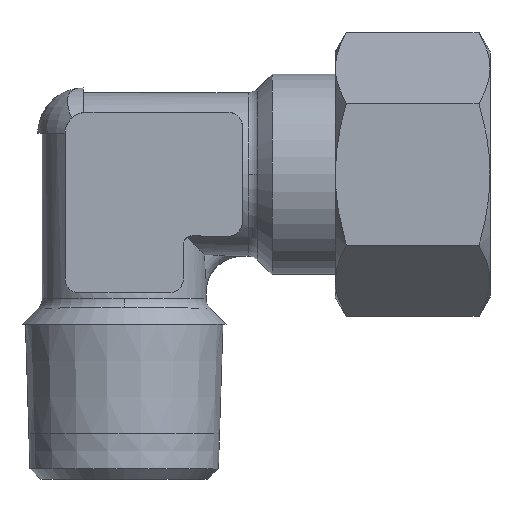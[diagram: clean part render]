
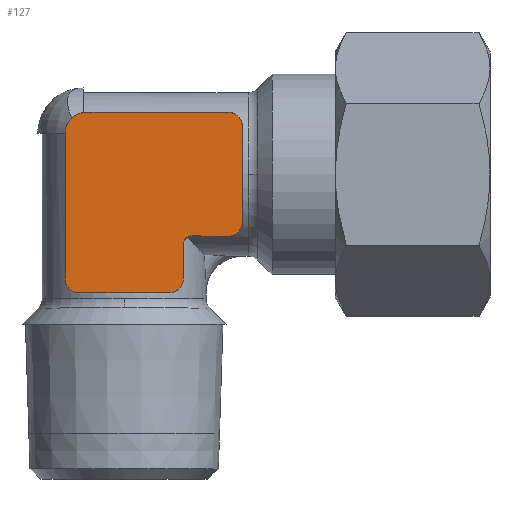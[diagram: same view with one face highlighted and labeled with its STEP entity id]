
A CAD part, top view. The second image highlights one B-rep face of the part: STEP entity #127.
In plain terms, the highlighted planar face has unit normal (0, 0, 1).
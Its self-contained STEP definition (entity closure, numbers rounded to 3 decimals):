
#127=ADVANCED_FACE('',(#314),#315,.T.);
#314=FACE_OUTER_BOUND('',#526,.T.);
#315=PLANE('',#527);
#526=EDGE_LOOP('',(#1213,#1214,#1215,#1216,#1217,#1218,#1219,#1220,#1221,#1222,#1223,#1224,#1225,#1226,#1227));
#527=AXIS2_PLACEMENT_3D('',#1228,#1229,#1230);
#1213=ORIENTED_EDGE('',*,*,#1471,.F.);
#1214=ORIENTED_EDGE('',*,*,#1583,.F.);
#1215=ORIENTED_EDGE('',*,*,#1637,.F.);
#1216=ORIENTED_EDGE('',*,*,#1630,.F.);
#1217=ORIENTED_EDGE('',*,*,#1625,.F.);
#1218=ORIENTED_EDGE('',*,*,#1620,.F.);
#1219=ORIENTED_EDGE('',*,*,#1615,.F.);
#1220=ORIENTED_EDGE('',*,*,#1610,.F.);
#1221=ORIENTED_EDGE('',*,*,#1604,.F.);
#1222=ORIENTED_EDGE('',*,*,#1600,.F.);
#1223=ORIENTED_EDGE('',*,*,#1596,.F.);
#1224=ORIENTED_EDGE('',*,*,#1592,.F.);
#1225=ORIENTED_EDGE('',*,*,#1463,.F.);
#1226=ORIENTED_EDGE('',*,*,#1590,.F.);
#1227=ORIENTED_EDGE('',*,*,#1586,.F.);
#1228=CARTESIAN_POINT('',(2.706,30.942,9.5));
#1229=DIRECTION('',(0.0,0.0,1.0));
#1230=DIRECTION('',(1.0,0.0,0.0));
#1463=EDGE_CURVE('',#1776,#1772,#1778,.T.);
#1471=EDGE_CURVE('',#1792,#1788,#1794,.T.);
#1583=EDGE_CURVE('',#1969,#1792,#1971,.T.);
#1586=EDGE_CURVE('',#1788,#1975,#1976,.T.);
#1590=EDGE_CURVE('',#1975,#1776,#1981,.T.);
#1592=EDGE_CURVE('',#1772,#1983,#1984,.T.);
#1596=EDGE_CURVE('',#1983,#1989,#1990,.T.);
#1600=EDGE_CURVE('',#1989,#1995,#1996,.T.);
#1604=EDGE_CURVE('',#1995,#2001,#2002,.T.);
#1610=EDGE_CURVE('',#2001,#2011,#2012,.T.);
#1615=EDGE_CURVE('',#2011,#2019,#2020,.T.);
#1620=EDGE_CURVE('',#2019,#2027,#2028,.T.);
#1625=EDGE_CURVE('',#2027,#2035,#2036,.T.);
#1630=EDGE_CURVE('',#2035,#2043,#2044,.T.);
#1637=EDGE_CURVE('',#2043,#1969,#2053,.T.);
#1772=VERTEX_POINT('',#2295);
#1776=VERTEX_POINT('',#2313);
#1778=CIRCLE('',#2316,1.583);
#1788=VERTEX_POINT('',#2341);
#1792=VERTEX_POINT('',#2359);
#1794=CIRCLE('',#2362,1.583);
#1969=VERTEX_POINT('',#3099);
#1971=LINE('',#3102,#3103);
#1975=VERTEX_POINT('',#3109);
#1976=CIRCLE('',#3110,1.583);
#1981=LINE('',#3117,#3118);
#1983=VERTEX_POINT('',#3121);
#1984=CIRCLE('',#3122,1.583);
#1989=VERTEX_POINT('',#3129);
#1990=LINE('',#3130,#3131);
#1995=VERTEX_POINT('',#3139);
#1996=LINE('',#3140,#3141);
#2001=VERTEX_POINT('',#3149);
#2002=CIRCLE('',#3150,0.992);
#2011=VERTEX_POINT('',#3173);
#2012=LINE('',#3174,#3175);
#2019=VERTEX_POINT('',#3201);
#2020=CIRCLE('',#3202,1.5);
#2027=VERTEX_POINT('',#3211);
#2028=LINE('',#3212,#3213);
#2035=VERTEX_POINT('',#3238);
#2036=CIRCLE('',#3239,1.5);
#2043=VERTEX_POINT('',#3249);
#2044=LINE('',#3250,#3251);
#2053=CIRCLE('',#3267,2.341);
#2295=CARTESIAN_POINT('',(13.001,28.275,9.5));
#2313=CARTESIAN_POINT('',(13.0,28.324,9.5));
#2316=AXIS2_PLACEMENT_3D('',#3489,#3490,#3491);
#2341=CARTESIAN_POINT('',(13.001,38.725,9.5));
#2359=CARTESIAN_POINT('',(11.5,40.306,9.5));
#2362=AXIS2_PLACEMENT_3D('',#3499,#3500,#3501);
#3099=CARTESIAN_POINT('',(-4.2,40.306,9.5));
#3102=CARTESIAN_POINT('',(-4.2,40.306,9.5));
#3103=VECTOR('',#3657,1.0);
#3109=CARTESIAN_POINT('',(13.0,38.676,9.5));
#3110=AXIS2_PLACEMENT_3D('',#3660,#3661,#3662);
#3117=CARTESIAN_POINT('',(13.0,38.676,9.5));
#3118=VECTOR('',#3668,1.0);
#3121=CARTESIAN_POINT('',(11.5,26.694,9.5));
#3122=AXIS2_PLACEMENT_3D('',#3670,#3671,#3672);
#3129=CARTESIAN_POINT('',(9.832,26.694,9.5));
#3130=CARTESIAN_POINT('',(9.832,26.694,9.5));
#3131=VECTOR('',#3678,1.0);
#3139=CARTESIAN_POINT('',(7.5,26.734,9.5));
#3140=CARTESIAN_POINT('',(7.5,26.734,9.5));
#3141=VECTOR('',#3682,1.0);
#3149=CARTESIAN_POINT('',(6.5,25.869,9.5));
#3150=AXIS2_PLACEMENT_3D('',#3686,#3687,#3688);
#3173=CARTESIAN_POINT('',(6.5,22.,9.5));
#3174=CARTESIAN_POINT('',(6.5,22.,9.5));
#3175=VECTOR('',#3695,1.0);
#3201=CARTESIAN_POINT('',(5.0,20.5,9.5));
#3202=AXIS2_PLACEMENT_3D('',#3699,#3700,#3701);
#3211=CARTESIAN_POINT('',(-5.0,20.5,9.5));
#3212=CARTESIAN_POINT('',(-5.0,20.5,9.5));
#3213=VECTOR('',#3710,1.0);
#3238=CARTESIAN_POINT('',(-6.5,22.,9.5));
#3239=AXIS2_PLACEMENT_3D('',#3714,#3715,#3716);
#3249=CARTESIAN_POINT('',(-6.5,37.97,9.5));
#3250=CARTESIAN_POINT('',(-6.5,22.,9.5));
#3251=VECTOR('',#3723,1.0);
#3267=AXIS2_PLACEMENT_3D('',#3731,#3732,#3733);
#3489=CARTESIAN_POINT('',(11.417,28.275,9.5));
#3490=DIRECTION('',(0.0,0.0,-1.0));
#3491=DIRECTION('',(1.0,0.0,0.0));
#3499=CARTESIAN_POINT('',(11.417,38.725,9.5));
#3500=DIRECTION('',(0.0,0.0,-1.0));
#3501=DIRECTION('',(1.0,0.0,0.0));
#3657=DIRECTION('',(1.0,0.0,0.0));
#3660=CARTESIAN_POINT('',(11.417,38.725,9.5));
#3661=DIRECTION('',(0.0,0.0,-1.0));
#3662=DIRECTION('',(1.0,0.0,0.0));
#3668=DIRECTION('',(0.0,-1.0,0.0));
#3670=CARTESIAN_POINT('',(11.417,28.275,9.5));
#3671=DIRECTION('',(0.0,0.0,-1.0));
#3672=DIRECTION('',(1.0,0.0,0.0));
#3678=DIRECTION('',(-1.0,0.,-0.0));
#3682=DIRECTION('',(-1.,0.017,0.0));
#3686=CARTESIAN_POINT('',(7.484,25.742,9.5));
#3687=DIRECTION('',(0.0,0.0,1.0));
#3688=DIRECTION('',(1.0,0.0,0.0));
#3695=DIRECTION('',(-0.0,-1.0,-0.0));
#3699=CARTESIAN_POINT('',(5.0,22.,9.5));
#3700=DIRECTION('',(0.0,0.0,-1.0));
#3701=DIRECTION('',(1.0,0.0,0.0));
#3710=DIRECTION('',(-1.0,-0.0,-0.0));
#3714=CARTESIAN_POINT('',(-5.0,22.,9.5));
#3715=DIRECTION('',(0.0,0.0,-1.0));
#3716=DIRECTION('',(1.0,0.0,0.0));
#3723=DIRECTION('',(0.0,1.0,0.0));
#3731=CARTESIAN_POINT('',(-4.159,37.966,9.5));
#3732=DIRECTION('',(0.0,0.0,-1.0));
#3733=DIRECTION('',(1.0,0.0,0.0));
